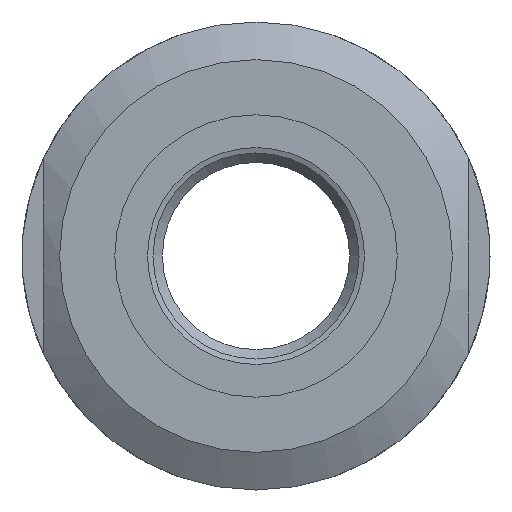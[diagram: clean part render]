
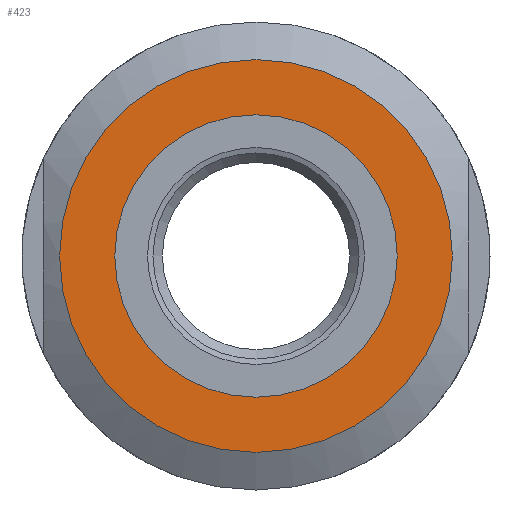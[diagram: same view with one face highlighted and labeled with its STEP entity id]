
A CAD part, left-side view. The second image highlights one B-rep face of the part: STEP entity #423.
In plain terms, the highlighted planar face has unit normal (-1, 0, 0).
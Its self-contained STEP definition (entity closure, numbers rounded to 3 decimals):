
#146 = AXIS2_PLACEMENT_3D ( 'NONE', #547, #542, #700 ) ;
#163 = CARTESIAN_POINT ( 'NONE',  ( -124.005, 23.077, 0. ) ) ;
#238 = DIRECTION ( 'NONE',  ( 1., 0., 0. ) ) ;
#272 = EDGE_LOOP ( 'NONE', ( #511 ) ) ;
#279 = CARTESIAN_POINT ( 'NONE',  ( -124.005, 0., 16.6 ) ) ;
#284 = EDGE_CURVE ( 'NONE', #558, #558, #300, .T. ) ;
#292 = CIRCLE ( 'NONE', #146, 23.077 ) ;
#293 = DIRECTION ( 'NONE',  ( -1., 0., 0. ) ) ;
#300 = CIRCLE ( 'NONE', #995, 16.6 ) ;
#379 = DIRECTION ( 'NONE',  ( 0., 0., 1. ) ) ;
#380 = CARTESIAN_POINT ( 'NONE',  ( -124.005, 0., 23.077 ) ) ;
#381 = EDGE_CURVE ( 'NONE', #525, #525, #292, .T. ) ;
#423 = ADVANCED_FACE ( 'NONE', ( #571, #679 ), #706, .F. ) ;
#511 = ORIENTED_EDGE ( 'NONE', *, *, #381, .T. ) ;
#525 = VERTEX_POINT ( 'NONE', #380 ) ;
#540 = EDGE_LOOP ( 'NONE', ( #923 ) ) ;
#542 = DIRECTION ( 'NONE',  ( -1., 0., 0. ) ) ;
#547 = CARTESIAN_POINT ( 'NONE',  ( -124.005, 0., 0. ) ) ;
#558 = VERTEX_POINT ( 'NONE', #279 ) ;
#571 = FACE_BOUND ( 'NONE', #540, .T. ) ;
#679 = FACE_OUTER_BOUND ( 'NONE', #272, .T. ) ;
#700 = DIRECTION ( 'NONE',  ( 0., 0., 1. ) ) ;
#706 = PLANE ( 'NONE',  #917 ) ;
#751 = CARTESIAN_POINT ( 'NONE',  ( -124.005, 0., 0. ) ) ;
#855 = DIRECTION ( 'NONE',  ( 0., 0., -1. ) ) ;
#917 = AXIS2_PLACEMENT_3D ( 'NONE', #163, #238, #855 ) ;
#923 = ORIENTED_EDGE ( 'NONE', *, *, #284, .F. ) ;
#995 = AXIS2_PLACEMENT_3D ( 'NONE', #751, #293, #379 ) ;
